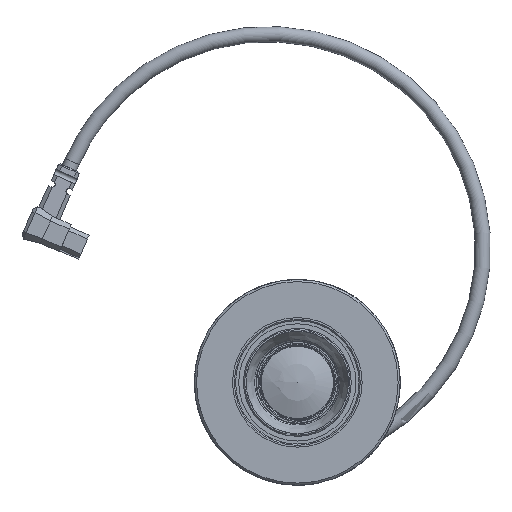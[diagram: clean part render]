
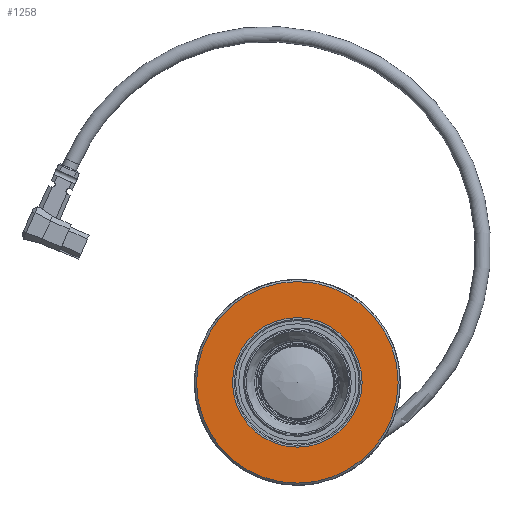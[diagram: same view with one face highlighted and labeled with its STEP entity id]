
A CAD part, left-side view. The second image highlights one B-rep face of the part: STEP entity #1258.
In plain terms, the highlighted planar face has unit normal (-1, 0, 0).
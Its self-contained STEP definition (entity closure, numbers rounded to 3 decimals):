
#411=PLANE('',#12546);
#1258=ADVANCED_FACE('BCT_REF_132402',(#3596,#3597),#411,.F.);
#3075=CIRCLE('',#12543,24.5);
#3076=CIRCLE('',#12545,15.7);
#3596=FACE_BOUND('',#4337,.T.);
#3597=FACE_BOUND('',#4338,.T.);
#4337=EDGE_LOOP('',(#7138));
#4338=EDGE_LOOP('',(#7139));
#7138=ORIENTED_EDGE('',*,*,#10853,.F.);
#7139=ORIENTED_EDGE('',*,*,#10852,.T.);
#9246=VERTEX_POINT('',#21172);
#9247=VERTEX_POINT('',#21175);
#10852=EDGE_CURVE('',#9246,#9246,#3075,.T.);
#10853=EDGE_CURVE('BCT_REF_125861',#9247,#9247,#3076,.T.);
#12543=AXIS2_PLACEMENT_3D('',#21171,#14394,#14395);
#12545=AXIS2_PLACEMENT_3D('',#21174,#14398,#14399);
#12546=AXIS2_PLACEMENT_3D('',#21176,#14400,#14401);
#14394=DIRECTION('',(-1.,0.,0.));
#14395=DIRECTION('',(0.,-0.866,0.5));
#14398=DIRECTION('',(-1.,0.,0.));
#14399=DIRECTION('',(0.,-0.866,0.5));
#14400=DIRECTION('',(1.,0.,0.));
#14401=DIRECTION('',(0.,0.866,-0.5));
#21171=CARTESIAN_POINT('',(-48.336,0.,0.));
#21172=CARTESIAN_POINT('',(-48.336,-21.218,12.25));
#21174=CARTESIAN_POINT('',(-48.336,0.,0.));
#21175=CARTESIAN_POINT('',(-48.336,-13.597,7.85));
#21176=CARTESIAN_POINT('',(-48.336,12.25,21.218));
